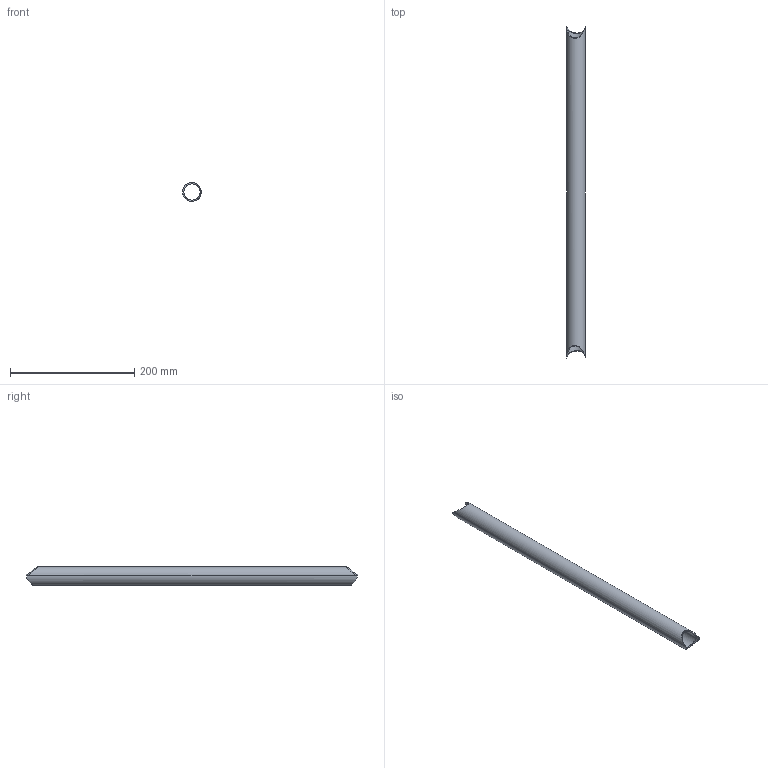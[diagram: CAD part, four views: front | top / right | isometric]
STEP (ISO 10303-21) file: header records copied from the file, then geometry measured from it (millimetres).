
FILE_DESCRIPTION(('STEP AP214'),'1');
FILE_NAME('114.stp','2019-12-02T12:29:51',(' '),(' '),'Spatial InterOp 3D',' ',' ');
FILE_SCHEMA(('AUTOMOTIVE_DESIGN { 1 0 10303 214 1 1 1 1 }'));
Length unit declared in the file: metre
Products named in the file (1): PartBody/Pocket.2
Bounding box: 30 x 533.76 x 30 mm (x, y, z)
Volume: 89994.3 mm3; surface area: 90680.6 mm2
Topology: 1 solids, 1 shells, 8 faces, 23 edges, 17 vertices
Faces by surface type: cylinder 8
Entity records: 898 total; most frequent: CARTESIAN_POINT 535, ORIENTED_EDGE 46, STYLED_ITEM 26, PRESENTATION_STYLE_ASSIGNMENT 26, COLOUR_RGB 26, DIRECTION 24, EDGE_CURVE 23, CURVE_STYLE 17
